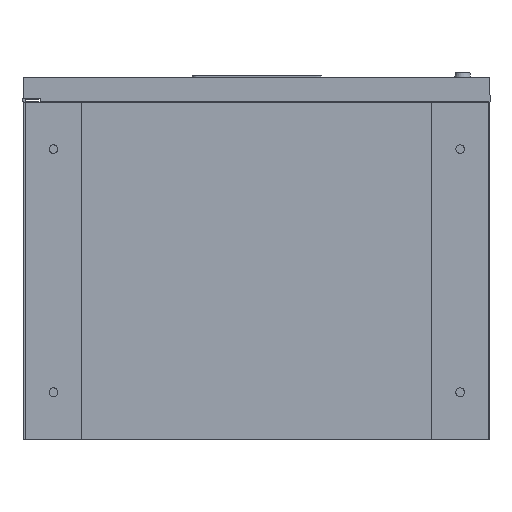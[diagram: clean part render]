
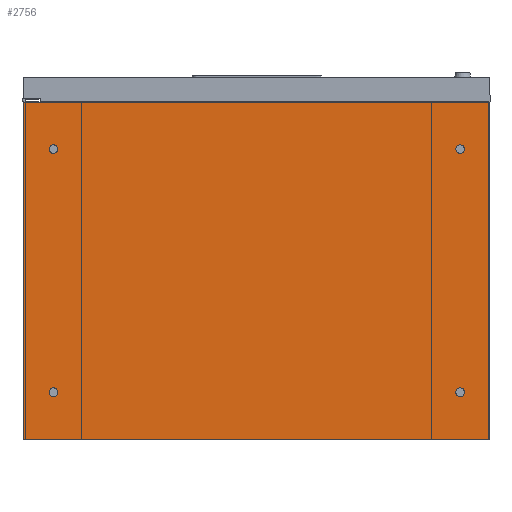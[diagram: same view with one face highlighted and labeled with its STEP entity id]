
A CAD part, front view. The second image highlights one B-rep face of the part: STEP entity #2756.
In plain terms, the highlighted planar face has unit normal (0, -1, 0).
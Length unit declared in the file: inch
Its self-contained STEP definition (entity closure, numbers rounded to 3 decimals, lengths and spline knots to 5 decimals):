
#49 = LINE ( 'NONE', #890, #834 ) ;
#68 = CARTESIAN_POINT ( 'NONE',  ( -10.25, 0., -5.90625 ) ) ;
#87 = CARTESIAN_POINT ( 'NONE',  ( -10.25, 0., -6.125 ) ) ;
#116 = DIRECTION ( 'NONE',  ( -1., 0., 0. ) ) ;
#230 = DIRECTION ( 'NONE',  ( 0., -1., 0. ) ) ;
#285 = LINE ( 'NONE', #3401, #2719 ) ;
#351 = CARTESIAN_POINT ( 'NONE',  ( 10.25, 0., -5.90625 ) ) ;
#418 = VERTEX_POINT ( 'NONE', #481 ) ;
#431 = DIRECTION ( 'NONE',  ( 0., -1., 0. ) ) ;
#454 = CARTESIAN_POINT ( 'NONE',  ( 11.75, 0., 8.5 ) ) ;
#481 = CARTESIAN_POINT ( 'NONE',  ( 10.25, 0., 5.90625 ) ) ;
#490 = DIRECTION ( 'NONE',  ( 0., 0., -1. ) ) ;
#493 = FACE_BOUND ( 'NONE', #2662, .T. ) ;
#597 = CARTESIAN_POINT ( 'NONE',  ( 11.75, 0., -8.5 ) ) ;
#613 = EDGE_CURVE ( 'NONE', #2433, #3450, #1737, .T. ) ;
#631 = EDGE_LOOP ( 'NONE', ( #2060, #2467 ) ) ;
#644 = CARTESIAN_POINT ( 'NONE',  ( -11.75, 0., 8.5 ) ) ;
#654 = FACE_OUTER_BOUND ( 'NONE', #3284, .T. ) ;
#715 = CARTESIAN_POINT ( 'NONE',  ( -10.25, 0., 6.34375 ) ) ;
#728 = EDGE_CURVE ( 'NONE', #2757, #2000, #1377, .T. ) ;
#755 = ORIENTED_EDGE ( 'NONE', *, *, #2427, .F. ) ;
#771 = DIRECTION ( 'NONE',  ( 0., 0., 1. ) ) ;
#785 = EDGE_CURVE ( 'NONE', #1109, #2269, #823, .T. ) ;
#823 = CIRCLE ( 'NONE', #2252, 0.21875 ) ;
#834 = VECTOR ( 'NONE', #771, 39.37008 ) ;
#876 = DIRECTION ( 'NONE',  ( 0., -1., 0. ) ) ;
#889 = EDGE_CURVE ( 'NONE', #2000, #2757, #2367, .T. ) ;
#890 = CARTESIAN_POINT ( 'NONE',  ( -11.75, 0., 8.5 ) ) ;
#912 = AXIS2_PLACEMENT_3D ( 'NONE', #2524, #876, #2804 ) ;
#940 = ORIENTED_EDGE ( 'NONE', *, *, #3398, .F. ) ;
#982 = ORIENTED_EDGE ( 'NONE', *, *, #1466, .F. ) ;
#987 = CARTESIAN_POINT ( 'NONE',  ( -10.25, 0., 6.125 ) ) ;
#1079 = CARTESIAN_POINT ( 'NONE',  ( -10.25, 0., -6.34375 ) ) ;
#1109 = VERTEX_POINT ( 'NONE', #715 ) ;
#1139 = EDGE_CURVE ( 'NONE', #3195, #3346, #285, .T. ) ;
#1220 = AXIS2_PLACEMENT_3D ( 'NONE', #87, #2494, #1997 ) ;
#1263 = CARTESIAN_POINT ( 'NONE',  ( 10.25, 0., 6.125 ) ) ;
#1307 = FACE_BOUND ( 'NONE', #631, .T. ) ;
#1327 = DIRECTION ( 'NONE',  ( 0., 0., 1. ) ) ;
#1377 = CIRCLE ( 'NONE', #1422, 0.21875 ) ;
#1397 = CARTESIAN_POINT ( 'NONE',  ( 10.25, 0., 6.34375 ) ) ;
#1422 = AXIS2_PLACEMENT_3D ( 'NONE', #3390, #2314, #2590 ) ;
#1441 = AXIS2_PLACEMENT_3D ( 'NONE', #1591, #2399, #490 ) ;
#1447 = PLANE ( 'NONE',  #3081 ) ;
#1463 = DIRECTION ( 'NONE',  ( 0., 0., -1. ) ) ;
#1466 = EDGE_CURVE ( 'NONE', #1521, #2816, #1658, .T. ) ;
#1489 = CIRCLE ( 'NONE', #1441, 0.21875 ) ;
#1509 = VECTOR ( 'NONE', #116, 39.37008 ) ;
#1521 = VERTEX_POINT ( 'NONE', #68 ) ;
#1579 = EDGE_CURVE ( 'NONE', #418, #2387, #3438, .T. ) ;
#1591 = CARTESIAN_POINT ( 'NONE',  ( -10.25, 0., -6.125 ) ) ;
#1592 = EDGE_CURVE ( 'NONE', #3450, #3195, #49, .T. ) ;
#1658 = CIRCLE ( 'NONE', #1220, 0.21875 ) ;
#1694 = CARTESIAN_POINT ( 'NONE',  ( 11.75, 0., 8.5 ) ) ;
#1737 = LINE ( 'NONE', #2549, #1509 ) ;
#1760 = ORIENTED_EDGE ( 'NONE', *, *, #785, .F. ) ;
#1820 = DIRECTION ( 'NONE',  ( 1., 0., 0. ) ) ;
#1926 = CARTESIAN_POINT ( 'NONE',  ( -10.25, 0., 6.125 ) ) ;
#1940 = EDGE_CURVE ( 'NONE', #3346, #2433, #2820, .T. ) ;
#1961 = DIRECTION ( 'NONE',  ( 0., 0., -1. ) ) ;
#1987 = CARTESIAN_POINT ( 'NONE',  ( 0., 0., 0. ) ) ;
#1997 = DIRECTION ( 'NONE',  ( 0., 0., -1. ) ) ;
#2000 = VERTEX_POINT ( 'NONE', #351 ) ;
#2029 = ORIENTED_EDGE ( 'NONE', *, *, #1940, .F. ) ;
#2060 = ORIENTED_EDGE ( 'NONE', *, *, #728, .F. ) ;
#2078 = ORIENTED_EDGE ( 'NONE', *, *, #613, .F. ) ;
#2079 = DIRECTION ( 'NONE',  ( 0., 0., -1. ) ) ;
#2123 = CIRCLE ( 'NONE', #3331, 0.21875 ) ;
#2196 = CIRCLE ( 'NONE', #2412, 0.21875 ) ;
#2252 = AXIS2_PLACEMENT_3D ( 'NONE', #987, #431, #2079 ) ;
#2254 = ORIENTED_EDGE ( 'NONE', *, *, #1592, .F. ) ;
#2269 = VERTEX_POINT ( 'NONE', #3329 ) ;
#2314 = DIRECTION ( 'NONE',  ( 0., -1., 0. ) ) ;
#2325 = ORIENTED_EDGE ( 'NONE', *, *, #1139, .F. ) ;
#2367 = CIRCLE ( 'NONE', #2935, 0.21875 ) ;
#2387 = VERTEX_POINT ( 'NONE', #1397 ) ;
#2399 = DIRECTION ( 'NONE',  ( 0., -1., 0. ) ) ;
#2406 = DIRECTION ( 'NONE',  ( 0., 0., -1. ) ) ;
#2412 = AXIS2_PLACEMENT_3D ( 'NONE', #1926, #2530, #1463 ) ;
#2427 = EDGE_CURVE ( 'NONE', #2269, #1109, #2196, .T. ) ;
#2433 = VERTEX_POINT ( 'NONE', #597 ) ;
#2462 = EDGE_LOOP ( 'NONE', ( #755, #1760 ) ) ;
#2467 = ORIENTED_EDGE ( 'NONE', *, *, #889, .F. ) ;
#2494 = DIRECTION ( 'NONE',  ( 0., -1., 0. ) ) ;
#2524 = CARTESIAN_POINT ( 'NONE',  ( 10.25, 0., 6.125 ) ) ;
#2530 = DIRECTION ( 'NONE',  ( 0., -1., 0. ) ) ;
#2549 = CARTESIAN_POINT ( 'NONE',  ( 11.75, 0., -8.5 ) ) ;
#2590 = DIRECTION ( 'NONE',  ( 0., 0., -1. ) ) ;
#2662 = EDGE_LOOP ( 'NONE', ( #940, #982 ) ) ;
#2693 = CARTESIAN_POINT ( 'NONE',  ( 10.25, 0., -6.34375 ) ) ;
#2719 = VECTOR ( 'NONE', #1820, 39.37008 ) ;
#2756 = ADVANCED_FACE ( 'NONE', ( #1307, #3484, #3228, #493, #654 ), #1447, .F. ) ;
#2757 = VERTEX_POINT ( 'NONE', #2693 ) ;
#2804 = DIRECTION ( 'NONE',  ( 0., 0., -1. ) ) ;
#2816 = VERTEX_POINT ( 'NONE', #1079 ) ;
#2820 = LINE ( 'NONE', #1694, #3106 ) ;
#2907 = ORIENTED_EDGE ( 'NONE', *, *, #1579, .F. ) ;
#2935 = AXIS2_PLACEMENT_3D ( 'NONE', #3210, #230, #2406 ) ;
#3081 = AXIS2_PLACEMENT_3D ( 'NONE', #1987, #3356, #1327 ) ;
#3106 = VECTOR ( 'NONE', #1961, 39.37008 ) ;
#3174 = DIRECTION ( 'NONE',  ( 0., -1., 0. ) ) ;
#3189 = DIRECTION ( 'NONE',  ( 0., 0., -1. ) ) ;
#3195 = VERTEX_POINT ( 'NONE', #644 ) ;
#3201 = CARTESIAN_POINT ( 'NONE',  ( -11.75, 0., -8.5 ) ) ;
#3210 = CARTESIAN_POINT ( 'NONE',  ( 10.25, 0., -6.125 ) ) ;
#3224 = EDGE_LOOP ( 'NONE', ( #2907, #3508 ) ) ;
#3228 = FACE_BOUND ( 'NONE', #2462, .T. ) ;
#3284 = EDGE_LOOP ( 'NONE', ( #2254, #2078, #2029, #2325 ) ) ;
#3329 = CARTESIAN_POINT ( 'NONE',  ( -10.25, 0., 5.90625 ) ) ;
#3331 = AXIS2_PLACEMENT_3D ( 'NONE', #1263, #3174, #3189 ) ;
#3346 = VERTEX_POINT ( 'NONE', #454 ) ;
#3356 = DIRECTION ( 'NONE',  ( 0., 1., 0. ) ) ;
#3390 = CARTESIAN_POINT ( 'NONE',  ( 10.25, 0., -6.125 ) ) ;
#3398 = EDGE_CURVE ( 'NONE', #2816, #1521, #1489, .T. ) ;
#3401 = CARTESIAN_POINT ( 'NONE',  ( 11.75, 0., 8.5 ) ) ;
#3438 = CIRCLE ( 'NONE', #912, 0.21875 ) ;
#3450 = VERTEX_POINT ( 'NONE', #3201 ) ;
#3469 = EDGE_CURVE ( 'NONE', #2387, #418, #2123, .T. ) ;
#3484 = FACE_BOUND ( 'NONE', #3224, .T. ) ;
#3508 = ORIENTED_EDGE ( 'NONE', *, *, #3469, .F. ) ;
